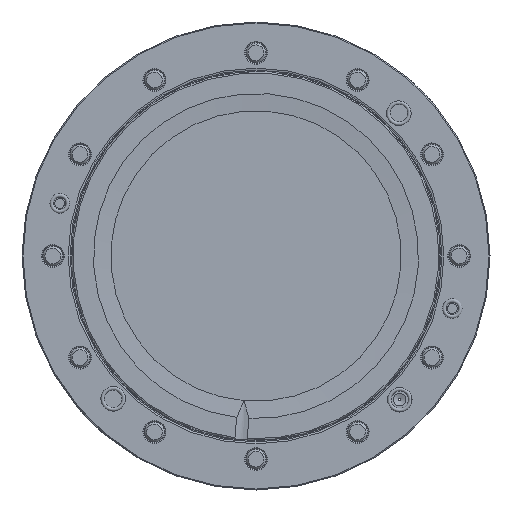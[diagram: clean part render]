
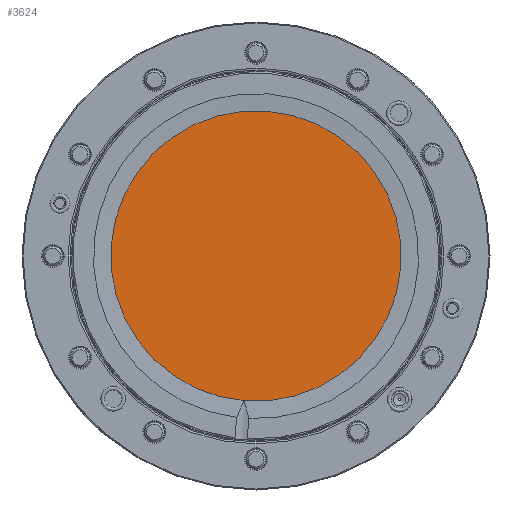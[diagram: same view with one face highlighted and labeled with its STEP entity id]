
A CAD part, front view. The second image highlights one B-rep face of the part: STEP entity #3624.
In plain terms, the highlighted planar face has unit normal (0, -1, 0).
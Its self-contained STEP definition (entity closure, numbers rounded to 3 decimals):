
#164 = DIRECTION ( 'NONE',  ( -0.082, 0., -0.997 ) ) ;
#855 = VERTEX_POINT ( 'NONE', #1048 ) ;
#1048 = CARTESIAN_POINT ( 'NONE',  ( -4.818, -44.5, -58.749 ) ) ;
#1695 = PLANE ( 'NONE',  #7195 ) ;
#3400 = AXIS2_PLACEMENT_3D ( 'NONE', #5203, #11571, #17412 ) ;
#3624 = ADVANCED_FACE ( 'NONE', ( #6094 ), #1695, .T. ) ;
#5203 = CARTESIAN_POINT ( 'NONE',  ( 0., -44.5, 0. ) ) ;
#5739 = EDGE_CURVE ( 'NONE', #855, #855, #11976, .T. ) ;
#6094 = FACE_OUTER_BOUND ( 'NONE', #13655, .T. ) ;
#7195 = AXIS2_PLACEMENT_3D ( 'NONE', #13878, #20131, #164 ) ;
#10713 = ORIENTED_EDGE ( 'NONE', *, *, #5739, .F. ) ;
#11571 = DIRECTION ( 'NONE',  ( 0., 1., 0. ) ) ;
#11976 = CIRCLE ( 'NONE', #3400, 58.947 ) ;
#13655 = EDGE_LOOP ( 'NONE', ( #10713 ) ) ;
#13878 = CARTESIAN_POINT ( 'NONE',  ( 32.366, -44.5, -2.654 ) ) ;
#17412 = DIRECTION ( 'NONE',  ( 0.082, 0., 0.997 ) ) ;
#20131 = DIRECTION ( 'NONE',  ( 0., -1., 0. ) ) ;
